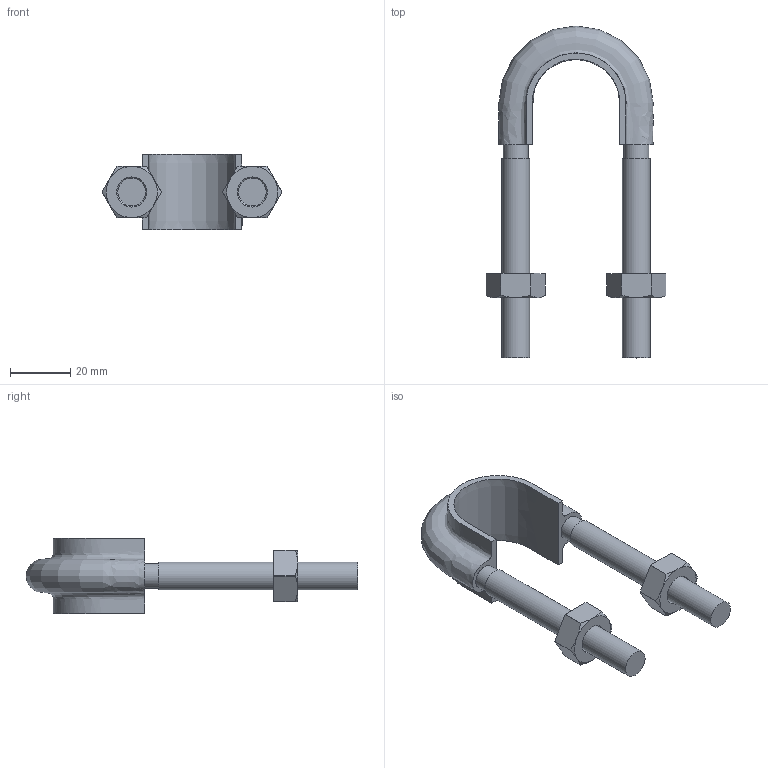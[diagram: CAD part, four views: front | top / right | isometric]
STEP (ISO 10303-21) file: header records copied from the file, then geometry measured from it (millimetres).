
FILE_DESCRIPTION( ( 'STEP AP203' ), '1' );
FILE_NAME( '25SU+50.step', '2022-06-14T09:05:27', ( ' ' ), ( ' ' ), 'XStep 1.0', ' ', ' ' );
FILE_SCHEMA( ( 'CONFIG_CONTROL_DESIGN' ) );
Length unit declared in the file: millimetre
Products named in the file (7): 1; 2; 3; 4; 5; 6; 7
Bounding box: 59.6 x 110.06 x 25 mm (x, y, z)
Volume: 28396.4 mm3; surface area: 18716.6 mm2
Topology: 7 solids, 7 shells, 73 faces, 152 edges, 93 vertices
Faces by surface type: plane 35, cylinder 18, cone 16, bspline 3, extrusion 1
Full cylindrical faces by diameter (mm): 8.2 x2, 8.376 x2, 9.2 x2
Entity records: 3227 total; most frequent: CARTESIAN_POINT 1445, DIRECTION 311, ORIENTED_EDGE 280, EDGE_CURVE 140, AXIS2_PLACEMENT_3D 134, VERTEX_POINT 93, EDGE_LOOP 91, FACE_OUTER_BOUND 81
